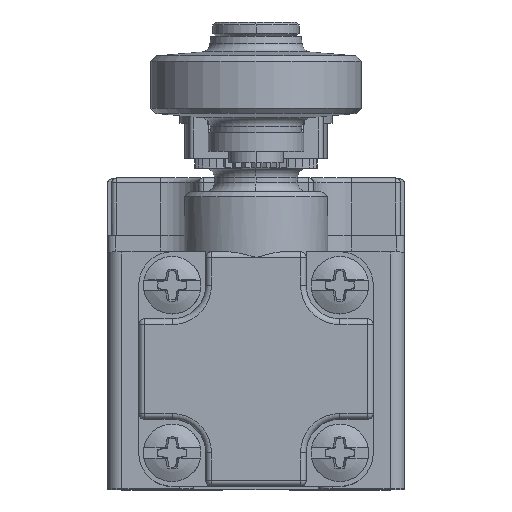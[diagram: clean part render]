
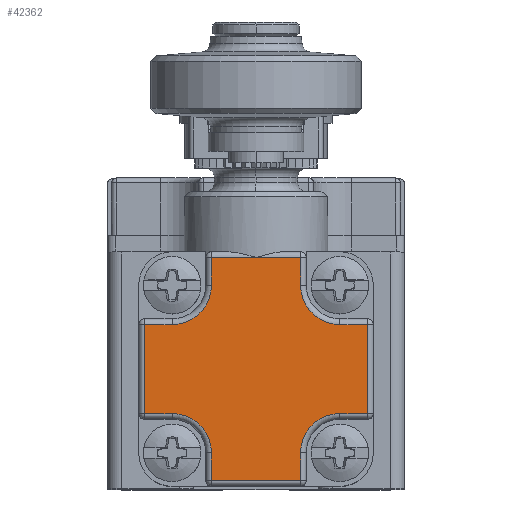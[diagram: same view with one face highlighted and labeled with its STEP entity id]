
A CAD part, top view. The second image highlights one B-rep face of the part: STEP entity #42362.
In plain terms, the highlighted face is planar.
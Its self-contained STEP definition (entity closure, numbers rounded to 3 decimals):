
#39792=DIRECTION('',(0.,0.,1.));
#39793=VECTOR('',#39792,9.3);
#39794=CARTESIAN_POINT('',(-8.2,-11.65,-4.65));
#39795=LINE('',#39794,#39793);
#39810=DIRECTION('',(0.,1.,0.));
#39811=VECTOR('',#39810,2.9);
#39812=CARTESIAN_POINT('',(-8.2,-11.65,4.65));
#39813=LINE('',#39812,#39811);
#39823=CARTESIAN_POINT('',(-8.2,-8.75,8.75));
#39824=DIRECTION('',(1.,0.,0.));
#39825=DIRECTION('',(0.,0.,-1.));
#39826=AXIS2_PLACEMENT_3D('',#39823,#39824,#39825);
#39838=DIRECTION('',(0.,0.,1.));
#39839=VECTOR('',#39838,2.9);
#39840=CARTESIAN_POINT('',(-8.2,-4.65,8.75));
#39841=LINE('',#39840,#39839);
#39894=DIRECTION('',(0.,1.,0.));
#39895=VECTOR('',#39894,9.3);
#39896=CARTESIAN_POINT('',(-8.2,-4.65,11.65));
#39897=LINE('',#39896,#39895);
#39934=DIRECTION('',(0.,0.,-1.));
#39935=VECTOR('',#39934,2.9);
#39936=CARTESIAN_POINT('',(-8.2,4.65,11.65));
#39937=LINE('',#39936,#39935);
#39947=CARTESIAN_POINT('',(-8.2,8.75,8.75));
#39948=DIRECTION('',(1.,0.,0.));
#39949=DIRECTION('',(0.,-1.,0.));
#39950=AXIS2_PLACEMENT_3D('',#39947,#39948,#39949);
#39962=DIRECTION('',(0.,1.,0.));
#39963=VECTOR('',#39962,2.9);
#39964=CARTESIAN_POINT('',(-8.2,8.75,4.65));
#39965=LINE('',#39964,#39963);
#40133=DIRECTION('',(0.,0.,-1.));
#40134=VECTOR('',#40133,9.3);
#40135=CARTESIAN_POINT('',(-8.2,11.65,4.65));
#40136=LINE('',#40135,#40134);
#40173=DIRECTION('',(0.,-1.,0.));
#40174=VECTOR('',#40173,2.9);
#40175=CARTESIAN_POINT('',(-8.2,11.65,-4.65));
#40176=LINE('',#40175,#40174);
#40186=CARTESIAN_POINT('',(-8.2,8.75,-8.75));
#40187=DIRECTION('',(1.,0.,0.));
#40188=DIRECTION('',(0.,0.,1.));
#40189=AXIS2_PLACEMENT_3D('',#40186,#40187,#40188);
#40201=DIRECTION('',(0.,0.,-1.));
#40202=VECTOR('',#40201,2.9);
#40203=CARTESIAN_POINT('',(-8.2,4.65,-8.75));
#40204=LINE('',#40203,#40202);
#40257=DIRECTION('',(0.,-1.,0.));
#40258=VECTOR('',#40257,9.3);
#40259=CARTESIAN_POINT('',(-8.2,4.65,-11.65));
#40260=LINE('',#40259,#40258);
#40297=DIRECTION('',(0.,0.,1.));
#40298=VECTOR('',#40297,2.9);
#40299=CARTESIAN_POINT('',(-8.2,-4.65,-11.65));
#40300=LINE('',#40299,#40298);
#40310=CARTESIAN_POINT('',(-8.2,-8.75,-8.75));
#40311=DIRECTION('',(1.,0.,0.));
#40312=DIRECTION('',(0.,1.,0.));
#40313=AXIS2_PLACEMENT_3D('',#40310,#40311,#40312);
#40325=DIRECTION('',(0.,-1.,0.));
#40326=VECTOR('',#40325,2.9);
#40327=CARTESIAN_POINT('',(-8.2,-8.75,-4.65));
#40328=LINE('',#40327,#40326);
#41690=CARTESIAN_POINT('',(-8.2,-11.65,4.65));
#41691=CARTESIAN_POINT('',(-8.2,-8.75,4.65));
#41692=VERTEX_POINT('',#41690);
#41693=VERTEX_POINT('',#41691);
#41698=CARTESIAN_POINT('',(-8.2,-4.65,8.75));
#41699=VERTEX_POINT('',#41698);
#41702=CARTESIAN_POINT('',(-8.2,-4.65,11.65));
#41703=VERTEX_POINT('',#41702);
#41708=CARTESIAN_POINT('',(-8.2,4.65,11.65));
#41709=VERTEX_POINT('',#41708);
#41714=CARTESIAN_POINT('',(-8.2,4.65,8.75));
#41715=VERTEX_POINT('',#41714);
#41718=CARTESIAN_POINT('',(-8.2,8.75,4.65));
#41719=VERTEX_POINT('',#41718);
#41722=CARTESIAN_POINT('',(-8.2,11.65,4.65));
#41723=VERTEX_POINT('',#41722);
#41736=CARTESIAN_POINT('',(-8.2,11.65,-4.65));
#41737=CARTESIAN_POINT('',(-8.2,8.75,-4.65));
#41738=VERTEX_POINT('',#41736);
#41739=VERTEX_POINT('',#41737);
#41742=CARTESIAN_POINT('',(-8.2,4.65,-8.75));
#41743=VERTEX_POINT('',#41742);
#41746=CARTESIAN_POINT('',(-8.2,4.65,-11.65));
#41747=VERTEX_POINT('',#41746);
#41752=CARTESIAN_POINT('',(-8.2,-4.65,-11.65));
#41753=VERTEX_POINT('',#41752);
#41758=CARTESIAN_POINT('',(-8.2,-4.65,-8.75));
#41759=VERTEX_POINT('',#41758);
#41762=CARTESIAN_POINT('',(-8.2,-8.75,-4.65));
#41763=VERTEX_POINT('',#41762);
#41766=CARTESIAN_POINT('',(-8.2,-11.65,-4.65));
#41767=VERTEX_POINT('',#41766);
#42324=CARTESIAN_POINT('',(-8.2,-12.25,12.25));
#42325=DIRECTION('',(-1.,0.,0.));
#42326=DIRECTION('',(0.,1.,0.));
#42327=AXIS2_PLACEMENT_3D('',#42324,#42325,#42326);
#42328=PLANE('',#42327);
#42330=ORIENTED_EDGE('',*,*,#42329,.F.);
#42331=ORIENTED_EDGE('',*,*,#42314,.F.);
#42333=ORIENTED_EDGE('',*,*,#42332,.F.);
#42335=ORIENTED_EDGE('',*,*,#42334,.F.);
#42337=ORIENTED_EDGE('',*,*,#42336,.F.);
#42339=ORIENTED_EDGE('',*,*,#42338,.F.);
#42341=ORIENTED_EDGE('',*,*,#42340,.F.);
#42343=ORIENTED_EDGE('',*,*,#42342,.F.);
#42345=ORIENTED_EDGE('',*,*,#42344,.F.);
#42347=ORIENTED_EDGE('',*,*,#42346,.F.);
#42349=ORIENTED_EDGE('',*,*,#42348,.F.);
#42351=ORIENTED_EDGE('',*,*,#42350,.F.);
#42353=ORIENTED_EDGE('',*,*,#42352,.F.);
#42355=ORIENTED_EDGE('',*,*,#42354,.F.);
#42357=ORIENTED_EDGE('',*,*,#42356,.F.);
#42359=ORIENTED_EDGE('',*,*,#42358,.F.);
#42360=EDGE_LOOP('',(#42330,#42331,#42333,#42335,#42337,#42339,#42341,#42343,
#42345,#42347,#42349,#42351,#42353,#42355,#42357,#42359));
#42361=FACE_OUTER_BOUND('',#42360,.F.);
#39827=CIRCLE('',#39826,4.1);
#39951=CIRCLE('',#39950,4.1);
#40190=CIRCLE('',#40189,4.1);
#40314=CIRCLE('',#40313,4.1);
#42314=EDGE_CURVE('',#41767,#41692,#39795,.T.);
#42329=EDGE_CURVE('',#41692,#41693,#39813,.T.);
#42332=EDGE_CURVE('',#41763,#41767,#40328,.T.);
#42334=EDGE_CURVE('',#41759,#41763,#40314,.T.);
#42336=EDGE_CURVE('',#41753,#41759,#40300,.T.);
#42338=EDGE_CURVE('',#41747,#41753,#40260,.T.);
#42340=EDGE_CURVE('',#41743,#41747,#40204,.T.);
#42342=EDGE_CURVE('',#41739,#41743,#40190,.T.);
#42344=EDGE_CURVE('',#41738,#41739,#40176,.T.);
#42346=EDGE_CURVE('',#41723,#41738,#40136,.T.);
#42348=EDGE_CURVE('',#41719,#41723,#39965,.T.);
#42350=EDGE_CURVE('',#41715,#41719,#39951,.T.);
#42352=EDGE_CURVE('',#41709,#41715,#39937,.T.);
#42354=EDGE_CURVE('',#41703,#41709,#39897,.T.);
#42356=EDGE_CURVE('',#41699,#41703,#39841,.T.);
#42358=EDGE_CURVE('',#41693,#41699,#39827,.T.);
#42362=ADVANCED_FACE('',(#42361),#42328,.T.);
